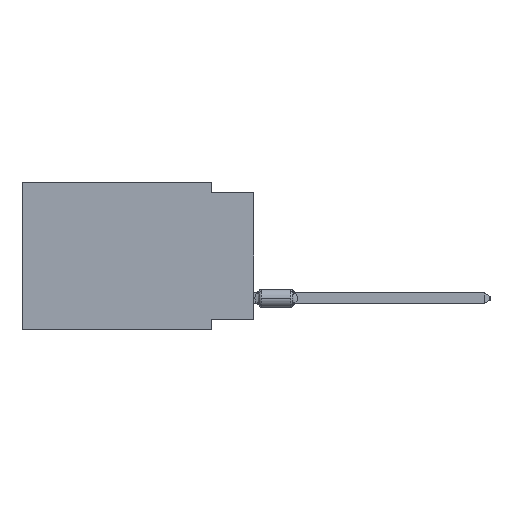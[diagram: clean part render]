
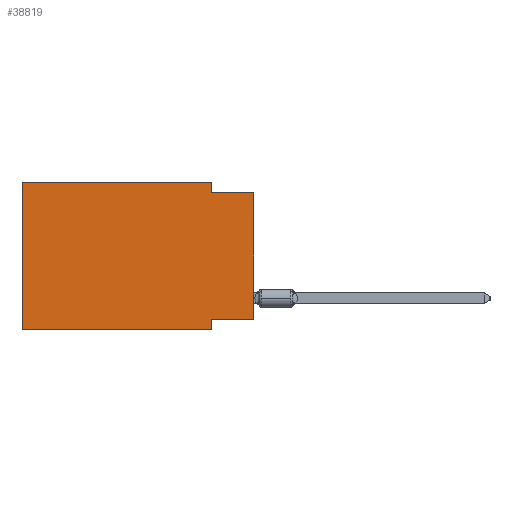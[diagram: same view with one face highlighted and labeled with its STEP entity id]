
A CAD part, left-side view. The second image highlights one B-rep face of the part: STEP entity #38819.
In plain terms, the highlighted planar face has unit normal (-1, 0, 0).
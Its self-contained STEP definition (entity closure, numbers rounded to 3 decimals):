
#443 = EDGE_LOOP ( 'NONE', ( #30666, #49320, #48851, #9489, #33005, #33490, #28636, #31731 ) ) ;
#607 = LINE ( 'NONE', #12656, #39978 ) ;
#1780 = DIRECTION ( 'NONE',  ( 1., 0., 0. ) ) ;
#1800 = VERTEX_POINT ( 'NONE', #4502 ) ;
#2629 = CARTESIAN_POINT ( 'NONE',  ( 0., 13.97, 0. ) ) ;
#4177 = VECTOR ( 'NONE', #40819, 1000. ) ;
#4502 = CARTESIAN_POINT ( 'NONE',  ( 0., 13.97, 0. ) ) ;
#5613 = PLANE ( 'NONE',  #38115 ) ;
#6550 = CARTESIAN_POINT ( 'NONE',  ( 0., 0., -0.635 ) ) ;
#7687 = VECTOR ( 'NONE', #29884, 1000. ) ;
#7985 = EDGE_CURVE ( 'NONE', #47918, #17571, #30010, .T. ) ;
#9489 = ORIENTED_EDGE ( 'NONE', *, *, #46317, .F. ) ;
#10108 = CARTESIAN_POINT ( 'NONE',  ( 0., 13.97, -8.89 ) ) ;
#10151 = LINE ( 'NONE', #6550, #12510 ) ;
#10653 = DIRECTION ( 'NONE',  ( 0., -1., 0. ) ) ;
#11398 = CARTESIAN_POINT ( 'NONE',  ( 0., 2.54, -8.89 ) ) ;
#11659 = DIRECTION ( 'NONE',  ( 0., 0., -1. ) ) ;
#11788 = EDGE_CURVE ( 'NONE', #22543, #17571, #11904, .T. ) ;
#11904 = LINE ( 'NONE', #11398, #18320 ) ;
#12510 = VECTOR ( 'NONE', #10653, 1000. ) ;
#12656 = CARTESIAN_POINT ( 'NONE',  ( 0., 0., -8.255 ) ) ;
#12752 = CARTESIAN_POINT ( 'NONE',  ( 0., 2.54, -8.89 ) ) ;
#13569 = EDGE_CURVE ( 'NONE', #30897, #50274, #35901, .T. ) ;
#14021 = LINE ( 'NONE', #48760, #4177 ) ;
#17390 = DIRECTION ( 'NONE',  ( 0., 0., -1. ) ) ;
#17571 = VERTEX_POINT ( 'NONE', #12752 ) ;
#18290 = DIRECTION ( 'NONE',  ( 0., -1., 0. ) ) ;
#18320 = VECTOR ( 'NONE', #11659, 1000. ) ;
#18903 = CARTESIAN_POINT ( 'NONE',  ( 0., 0., -0.635 ) ) ;
#19165 = EDGE_CURVE ( 'NONE', #40601, #34431, #14021, .T. ) ;
#22055 = LINE ( 'NONE', #2629, #34887 ) ;
#22543 = VERTEX_POINT ( 'NONE', #22860 ) ;
#22860 = CARTESIAN_POINT ( 'NONE',  ( 0., 2.54, -8.255 ) ) ;
#25354 = CARTESIAN_POINT ( 'NONE',  ( 0., 2.54, 0. ) ) ;
#28636 = ORIENTED_EDGE ( 'NONE', *, *, #11788, .F. ) ;
#29589 = CARTESIAN_POINT ( 'NONE',  ( 0., 0., -8.255 ) ) ;
#29884 = DIRECTION ( 'NONE',  ( 0., -1., 0. ) ) ;
#30010 = LINE ( 'NONE', #10108, #47464 ) ;
#30666 = ORIENTED_EDGE ( 'NONE', *, *, #19165, .T. ) ;
#30897 = VERTEX_POINT ( 'NONE', #25354 ) ;
#31622 = CARTESIAN_POINT ( 'NONE',  ( 0., 13.97, -8.89 ) ) ;
#31731 = ORIENTED_EDGE ( 'NONE', *, *, #35362, .F. ) ;
#31787 = EDGE_CURVE ( 'NONE', #50274, #34431, #10151, .T. ) ;
#31829 = CARTESIAN_POINT ( 'NONE',  ( 0., 2.54, 0. ) ) ;
#32297 = DIRECTION ( 'NONE',  ( 0., 1., 0. ) ) ;
#33005 = ORIENTED_EDGE ( 'NONE', *, *, #50351, .F. ) ;
#33490 = ORIENTED_EDGE ( 'NONE', *, *, #7985, .T. ) ;
#34431 = VERTEX_POINT ( 'NONE', #18903 ) ;
#34887 = VECTOR ( 'NONE', #49415, 1000. ) ;
#35362 = EDGE_CURVE ( 'NONE', #40601, #22543, #607, .T. ) ;
#35901 = LINE ( 'NONE', #31829, #42046 ) ;
#36795 = CARTESIAN_POINT ( 'NONE',  ( 0., 13.97, 0. ) ) ;
#37644 = CARTESIAN_POINT ( 'NONE',  ( 0., 2.54, -0.635 ) ) ;
#38115 = AXIS2_PLACEMENT_3D ( 'NONE', #36795, #1780, #17390 ) ;
#38819 = ADVANCED_FACE ( 'NONE', ( #40613 ), #5613, .F. ) ;
#39978 = VECTOR ( 'NONE', #32297, 1000. ) ;
#40601 = VERTEX_POINT ( 'NONE', #29589 ) ;
#40613 = FACE_OUTER_BOUND ( 'NONE', #443, .T. ) ;
#40819 = DIRECTION ( 'NONE',  ( 0., 0., 1. ) ) ;
#41139 = LINE ( 'NONE', #49824, #7687 ) ;
#42046 = VECTOR ( 'NONE', #44096, 1000. ) ;
#44096 = DIRECTION ( 'NONE',  ( 0., 0., -1. ) ) ;
#46317 = EDGE_CURVE ( 'NONE', #1800, #30897, #41139, .T. ) ;
#47464 = VECTOR ( 'NONE', #18290, 1000. ) ;
#47918 = VERTEX_POINT ( 'NONE', #31622 ) ;
#48760 = CARTESIAN_POINT ( 'NONE',  ( 0., 0., 0. ) ) ;
#48851 = ORIENTED_EDGE ( 'NONE', *, *, #13569, .F. ) ;
#49320 = ORIENTED_EDGE ( 'NONE', *, *, #31787, .F. ) ;
#49415 = DIRECTION ( 'NONE',  ( 0., 0., 1. ) ) ;
#49824 = CARTESIAN_POINT ( 'NONE',  ( 0., 13.97, 0. ) ) ;
#50274 = VERTEX_POINT ( 'NONE', #37644 ) ;
#50351 = EDGE_CURVE ( 'NONE', #47918, #1800, #22055, .T. ) ;
